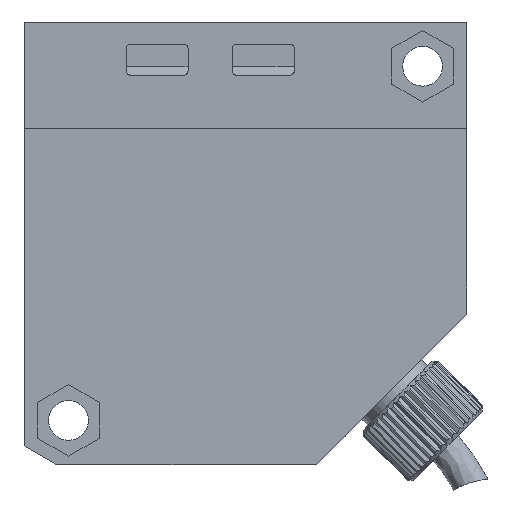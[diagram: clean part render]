
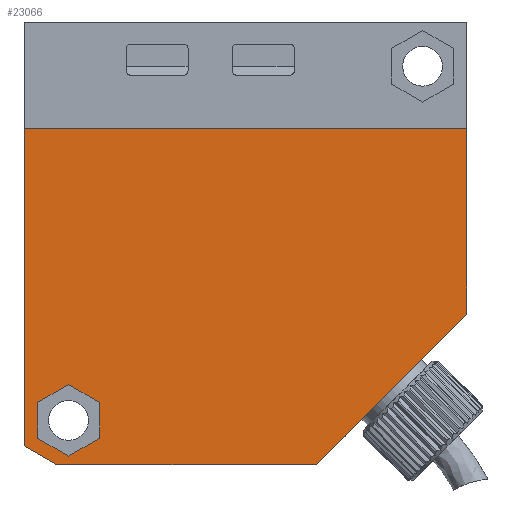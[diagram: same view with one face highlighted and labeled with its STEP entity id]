
A CAD part, left-side view. The second image highlights one B-rep face of the part: STEP entity #23066.
In plain terms, the highlighted planar face has unit normal (-1, 0, 0).
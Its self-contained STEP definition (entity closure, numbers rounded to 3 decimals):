
#297 = CARTESIAN_POINT ( 'NONE',  ( -9., 52.511, -34.437 ) ) ;
#351 = ORIENTED_EDGE ( 'NONE', *, *, #17035, .F. ) ;
#533 = EDGE_CURVE ( 'NONE', #22401, #9867, #24207, .T. ) ;
#815 = DIRECTION ( 'NONE',  ( -1., 0., 0. ) ) ;
#851 = DIRECTION ( 'NONE',  ( 0., 0., -1. ) ) ;
#1130 = CARTESIAN_POINT ( 'NONE',  ( -9., 0., 0. ) ) ;
#1257 = VECTOR ( 'NONE', #24699, 1000. ) ;
#1432 = CARTESIAN_POINT ( 'NONE',  ( -9., 46.34, -38. ) ) ;
#1581 = ORIENTED_EDGE ( 'NONE', *, *, #12354, .F. ) ;
#1836 = CARTESIAN_POINT ( 'NONE',  ( -9., 0., -21. ) ) ;
#1996 = EDGE_CURVE ( 'NONE', #9412, #17853, #23336, .T. ) ;
#2254 = LINE ( 'NONE', #1130, #17533 ) ;
#2498 = LINE ( 'NONE', #6812, #12480 ) ;
#2646 = LINE ( 'NONE', #9292, #12626 ) ;
#2740 = ORIENTED_EDGE ( 'NONE', *, *, #24330, .F. ) ;
#2984 = CARTESIAN_POINT ( 'NONE',  ( -9., 45., -28.959 ) ) ;
#3218 = DIRECTION ( 'NONE',  ( 0., 0., -1. ) ) ;
#3515 = LINE ( 'NONE', #11140, #4137 ) ;
#3903 = EDGE_CURVE ( 'NONE', #19675, #22401, #2498, .T. ) ;
#4137 = VECTOR ( 'NONE', #14429, 1000. ) ;
#4425 = VERTEX_POINT ( 'NONE', #22065 ) ;
#4848 = ORIENTED_EDGE ( 'NONE', *, *, #533, .F. ) ;
#4913 = CARTESIAN_POINT ( 'NONE',  ( -9., 41.5, -30.979 ) ) ;
#5239 = CARTESIAN_POINT ( 'NONE',  ( -9., 50., -35.887 ) ) ;
#5359 = CARTESIAN_POINT ( 'NONE',  ( -9., 41.5, -35.021 ) ) ;
#6444 = ORIENTED_EDGE ( 'NONE', *, *, #7644, .F. ) ;
#6607 = EDGE_LOOP ( 'NONE', ( #1581, #351, #17297, #4848, #16016, #6444 ) ) ;
#6812 = CARTESIAN_POINT ( 'NONE',  ( -9., 48.5, -30.979 ) ) ;
#6853 = ORIENTED_EDGE ( 'NONE', *, *, #22543, .F. ) ;
#6959 = DIRECTION ( 'NONE',  ( 0., 0.866, 0.5 ) ) ;
#7387 = VECTOR ( 'NONE', #13267, 1000. ) ;
#7610 = VECTOR ( 'NONE', #17561, 1000. ) ;
#7624 = VECTOR ( 'NONE', #24460, 1000. ) ;
#7644 = EDGE_CURVE ( 'NONE', #14261, #19675, #23117, .T. ) ;
#7662 = EDGE_CURVE ( 'NONE', #9412, #20345, #13296, .T. ) ;
#8384 = VERTEX_POINT ( 'NONE', #15300 ) ;
#8502 = VECTOR ( 'NONE', #23617, 1000. ) ;
#8770 = PLANE ( 'NONE',  #20292 ) ;
#9292 = CARTESIAN_POINT ( 'NONE',  ( -9., 45., -37.041 ) ) ;
#9397 = DIRECTION ( 'NONE',  ( 0., 0., 1. ) ) ;
#9412 = VERTEX_POINT ( 'NONE', #5239 ) ;
#9468 = FACE_BOUND ( 'NONE', #6607, .T. ) ;
#9495 = LINE ( 'NONE', #22499, #7624 ) ;
#9733 = VECTOR ( 'NONE', #9397, 1000. ) ;
#9867 = VERTEX_POINT ( 'NONE', #25393 ) ;
#9988 = ORIENTED_EDGE ( 'NONE', *, *, #12726, .F. ) ;
#10968 = CARTESIAN_POINT ( 'NONE',  ( -9., 0., -21. ) ) ;
#11049 = LINE ( 'NONE', #4913, #20887 ) ;
#11140 = CARTESIAN_POINT ( 'NONE',  ( -9., 17., -38. ) ) ;
#12354 = EDGE_CURVE ( 'NONE', #8384, #14261, #11049, .T. ) ;
#12480 = VECTOR ( 'NONE', #851, 1000. ) ;
#12626 = VECTOR ( 'NONE', #25031, 1000. ) ;
#12726 = EDGE_CURVE ( 'NONE', #21413, #17853, #3515, .T. ) ;
#12763 = CARTESIAN_POINT ( 'NONE',  ( -9., 0., 0. ) ) ;
#13267 = DIRECTION ( 'NONE',  ( 0., 0.866, -0.5 ) ) ;
#13296 = LINE ( 'NONE', #24994, #22495 ) ;
#14261 = VERTEX_POINT ( 'NONE', #2984 ) ;
#14429 = DIRECTION ( 'NONE',  ( 0., 1., 0. ) ) ;
#14430 = CARTESIAN_POINT ( 'NONE',  ( -9., 17., -38. ) ) ;
#14725 = ORIENTED_EDGE ( 'NONE', *, *, #1996, .T. ) ;
#14767 = DIRECTION ( 'NONE',  ( 0., 0., 1. ) ) ;
#15300 = CARTESIAN_POINT ( 'NONE',  ( -9., 41.5, -30.979 ) ) ;
#16016 = ORIENTED_EDGE ( 'NONE', *, *, #3903, .F. ) ;
#16839 = EDGE_LOOP ( 'NONE', ( #14725, #9988, #20376, #2740, #6853, #20902 ) ) ;
#17035 = EDGE_CURVE ( 'NONE', #21639, #8384, #24184, .T. ) ;
#17250 = DIRECTION ( 'NONE',  ( 0., 0., 1. ) ) ;
#17297 = ORIENTED_EDGE ( 'NONE', *, *, #21589, .F. ) ;
#17533 = VECTOR ( 'NONE', #3218, 1000. ) ;
#17561 = DIRECTION ( 'NONE',  ( 0., -0.866, -0.5 ) ) ;
#17772 = EDGE_CURVE ( 'NONE', #20579, #21413, #22943, .T. ) ;
#17853 = VERTEX_POINT ( 'NONE', #1432 ) ;
#19675 = VERTEX_POINT ( 'NONE', #25600 ) ;
#20292 = AXIS2_PLACEMENT_3D ( 'NONE', #12763, #815, #14767 ) ;
#20345 = VERTEX_POINT ( 'NONE', #22800 ) ;
#20376 = ORIENTED_EDGE ( 'NONE', *, *, #17772, .F. ) ;
#20579 = VERTEX_POINT ( 'NONE', #1836 ) ;
#20887 = VECTOR ( 'NONE', #6959, 1000. ) ;
#20902 = ORIENTED_EDGE ( 'NONE', *, *, #7662, .F. ) ;
#21055 = CARTESIAN_POINT ( 'NONE',  ( -9., 45., -28.959 ) ) ;
#21413 = VERTEX_POINT ( 'NONE', #14430 ) ;
#21589 = EDGE_CURVE ( 'NONE', #9867, #21639, #2646, .T. ) ;
#21639 = VERTEX_POINT ( 'NONE', #5359 ) ;
#22065 = CARTESIAN_POINT ( 'NONE',  ( -9., 0., 0. ) ) ;
#22154 = CARTESIAN_POINT ( 'NONE',  ( -9., 48.5, -35.021 ) ) ;
#22401 = VERTEX_POINT ( 'NONE', #22154 ) ;
#22495 = VECTOR ( 'NONE', #17250, 1000. ) ;
#22499 = CARTESIAN_POINT ( 'NONE',  ( -9., 0., 0. ) ) ;
#22543 = EDGE_CURVE ( 'NONE', #20345, #4425, #9495, .T. ) ;
#22800 = CARTESIAN_POINT ( 'NONE',  ( -9., 50., 0. ) ) ;
#22943 = LINE ( 'NONE', #10968, #1257 ) ;
#23066 = ADVANCED_FACE ( 'NONE', ( #23924, #9468 ), #8770, .T. ) ;
#23117 = LINE ( 'NONE', #21055, #7387 ) ;
#23164 = CARTESIAN_POINT ( 'NONE',  ( -9., 41.5, -35.021 ) ) ;
#23336 = LINE ( 'NONE', #297, #7610 ) ;
#23469 = CARTESIAN_POINT ( 'NONE',  ( -9., 48.5, -35.021 ) ) ;
#23617 = DIRECTION ( 'NONE',  ( 0., -0.866, -0.5 ) ) ;
#23924 = FACE_OUTER_BOUND ( 'NONE', #16839, .T. ) ;
#24184 = LINE ( 'NONE', #23164, #9733 ) ;
#24207 = LINE ( 'NONE', #23469, #8502 ) ;
#24330 = EDGE_CURVE ( 'NONE', #4425, #20579, #2254, .T. ) ;
#24460 = DIRECTION ( 'NONE',  ( 0., -1., 0. ) ) ;
#24699 = DIRECTION ( 'NONE',  ( 0., 0.707, -0.707 ) ) ;
#24994 = CARTESIAN_POINT ( 'NONE',  ( -9., 50., 0. ) ) ;
#25031 = DIRECTION ( 'NONE',  ( 0., -0.866, 0.5 ) ) ;
#25393 = CARTESIAN_POINT ( 'NONE',  ( -9., 45., -37.041 ) ) ;
#25600 = CARTESIAN_POINT ( 'NONE',  ( -9., 48.5, -30.979 ) ) ;
